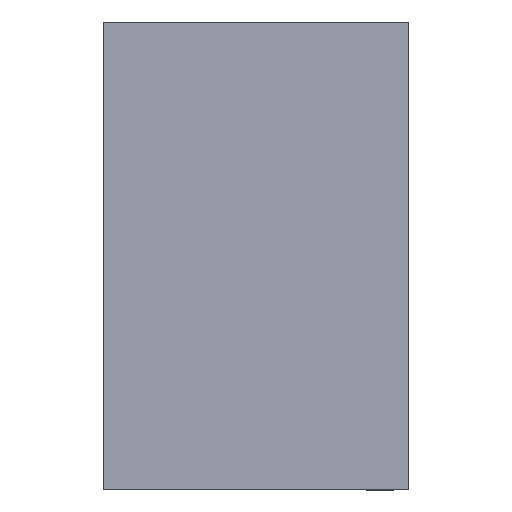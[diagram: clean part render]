
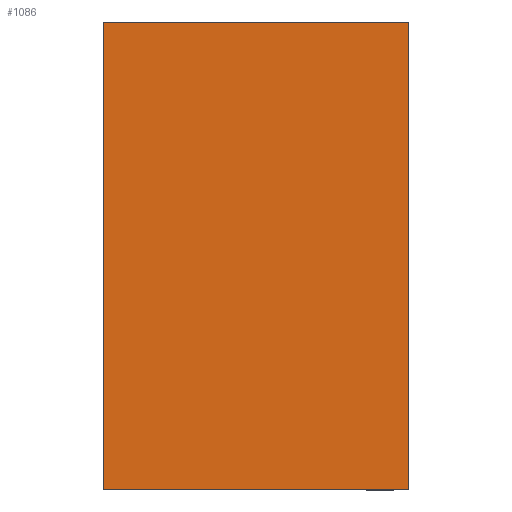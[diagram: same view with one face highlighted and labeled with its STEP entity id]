
A CAD part, left-side view. The second image highlights one B-rep face of the part: STEP entity #1086.
In plain terms, the highlighted planar face has unit normal (-1, 0, 0).
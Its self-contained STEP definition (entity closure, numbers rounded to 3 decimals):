
#9 = EDGE_CURVE ( 'NONE', #271, #258, #577, .T. ) ;
#13 = VECTOR ( 'NONE', #356, 1000. ) ;
#47 = CARTESIAN_POINT ( 'NONE',  ( -1.05, 0., 0.65 ) ) ;
#79 = CARTESIAN_POINT ( 'NONE',  ( -1.05, 0., -0.65 ) ) ;
#94 = PLANE ( 'NONE',  #332 ) ;
#114 = VECTOR ( 'NONE', #1069, 1000. ) ;
#189 = VERTEX_POINT ( 'NONE', #235 ) ;
#235 = CARTESIAN_POINT ( 'NONE',  ( -1.05, 0., -0.65 ) ) ;
#251 = LINE ( 'NONE', #549, #114 ) ;
#258 = VERTEX_POINT ( 'NONE', #1025 ) ;
#271 = VERTEX_POINT ( 'NONE', #858 ) ;
#309 = CARTESIAN_POINT ( 'NONE',  ( -1.05, 0.85, -0.65 ) ) ;
#317 = EDGE_CURVE ( 'NONE', #970, #189, #739, .T. ) ;
#332 = AXIS2_PLACEMENT_3D ( 'NONE', #441, #877, #1115 ) ;
#345 = EDGE_CURVE ( 'NONE', #258, #189, #460, .T. ) ;
#356 = DIRECTION ( 'NONE',  ( 0., -1., 0. ) ) ;
#441 = CARTESIAN_POINT ( 'NONE',  ( -1.05, 0., 0.65 ) ) ;
#460 = LINE ( 'NONE', #872, #913 ) ;
#549 = CARTESIAN_POINT ( 'NONE',  ( -1.05, 0.85, 0.65 ) ) ;
#556 = EDGE_LOOP ( 'NONE', ( #843, #882, #1052, #1107 ) ) ;
#577 = LINE ( 'NONE', #47, #852 ) ;
#634 = DIRECTION ( 'NONE',  ( 0., 0., -1. ) ) ;
#739 = LINE ( 'NONE', #79, #13 ) ;
#843 = ORIENTED_EDGE ( 'NONE', *, *, #317, .T. ) ;
#852 = VECTOR ( 'NONE', #989, 1000. ) ;
#858 = CARTESIAN_POINT ( 'NONE',  ( -1.05, 0.85, 0.65 ) ) ;
#872 = CARTESIAN_POINT ( 'NONE',  ( -1.05, 0., 0.65 ) ) ;
#877 = DIRECTION ( 'NONE',  ( 1., 0., 0. ) ) ;
#882 = ORIENTED_EDGE ( 'NONE', *, *, #345, .F. ) ;
#913 = VECTOR ( 'NONE', #634, 1000. ) ;
#963 = EDGE_CURVE ( 'NONE', #271, #970, #251, .T. ) ;
#970 = VERTEX_POINT ( 'NONE', #309 ) ;
#989 = DIRECTION ( 'NONE',  ( 0., -1., 0. ) ) ;
#999 = FACE_OUTER_BOUND ( 'NONE', #556, .T. ) ;
#1025 = CARTESIAN_POINT ( 'NONE',  ( -1.05, 0., 0.65 ) ) ;
#1052 = ORIENTED_EDGE ( 'NONE', *, *, #9, .F. ) ;
#1069 = DIRECTION ( 'NONE',  ( 0., 0., -1. ) ) ;
#1086 = ADVANCED_FACE ( 'NONE', ( #999 ), #94, .F. ) ;
#1107 = ORIENTED_EDGE ( 'NONE', *, *, #963, .T. ) ;
#1115 = DIRECTION ( 'NONE',  ( 0., 0., -1. ) ) ;
